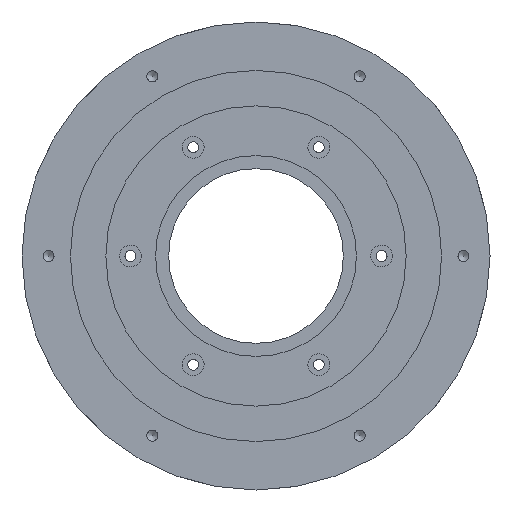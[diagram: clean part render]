
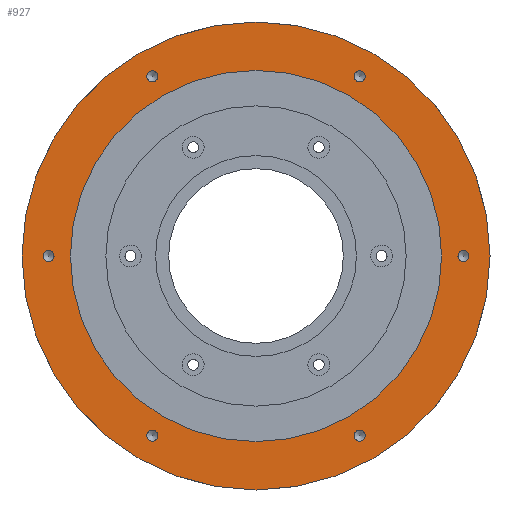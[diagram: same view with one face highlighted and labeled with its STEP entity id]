
A CAD part, front view. The second image highlights one B-rep face of the part: STEP entity #927.
In plain terms, the highlighted planar face has unit normal (0, -1, 0).
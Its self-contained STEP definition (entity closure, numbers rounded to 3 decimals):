
#927=ADVANCED_FACE('',(#1467,#1468,#1469,#1470,#1471,#1472,#1473,#1474),#1475,.F.);
#1467=FACE_OUTER_BOUND('',#1975,.T.);
#1468=FACE_BOUND('',#1976,.T.);
#1469=FACE_BOUND('',#1977,.T.);
#1470=FACE_BOUND('',#1978,.T.);
#1471=FACE_BOUND('',#1979,.T.);
#1472=FACE_BOUND('',#1980,.T.);
#1473=FACE_BOUND('',#1981,.T.);
#1474=FACE_BOUND('',#1982,.T.);
#1475=PLANE('',#1983);
#1975=EDGE_LOOP('',(#2691));
#1976=EDGE_LOOP('',(#2692));
#1977=EDGE_LOOP('',(#2693));
#1978=EDGE_LOOP('',(#2694));
#1979=EDGE_LOOP('',(#2695));
#1980=EDGE_LOOP('',(#2696));
#1981=EDGE_LOOP('',(#2697));
#1982=EDGE_LOOP('',(#2698));
#1983=AXIS2_PLACEMENT_3D('',#2699,#2700,#2701);
#2691=ORIENTED_EDGE('',*,*,#5664,.F.);
#2692=ORIENTED_EDGE('',*,*,#5665,.F.);
#2693=ORIENTED_EDGE('',*,*,#5651,.F.);
#2694=ORIENTED_EDGE('',*,*,#5654,.F.);
#2695=ORIENTED_EDGE('',*,*,#5657,.F.);
#2696=ORIENTED_EDGE('',*,*,#5666,.F.);
#2697=ORIENTED_EDGE('',*,*,#5446,.F.);
#2698=ORIENTED_EDGE('',*,*,#5443,.F.);
#2699=CARTESIAN_POINT('',(0.0,-7.178,0.0));
#2700=DIRECTION('',(-0.0,1.0,0.0));
#2701=DIRECTION('',(1.0,0.0,0.0));
#5443=EDGE_CURVE('',#6006,#6006,#6007,.F.);
#5446=EDGE_CURVE('',#6011,#6011,#6012,.F.);
#5651=EDGE_CURVE('',#6401,#6401,#6402,.F.);
#5654=EDGE_CURVE('',#6406,#6406,#6407,.F.);
#5657=EDGE_CURVE('',#6411,#6411,#6412,.F.);
#5664=EDGE_CURVE('',#6418,#6418,#6419,.T.);
#5665=EDGE_CURVE('',#6420,#6420,#6421,.F.);
#5666=EDGE_CURVE('',#6422,#6422,#6423,.F.);
#6006=VERTEX_POINT('',#6890);
#6007=CIRCLE('',#6891,0.5);
#6011=VERTEX_POINT('',#6895);
#6012=CIRCLE('',#6896,0.5);
#6401=VERTEX_POINT('',#7731);
#6402=CIRCLE('',#7732,0.5);
#6406=VERTEX_POINT('',#7736);
#6407=CIRCLE('',#7737,0.5);
#6411=VERTEX_POINT('',#7741);
#6412=CIRCLE('',#7742,0.5);
#6418=VERTEX_POINT('',#7748);
#6419=CIRCLE('',#7749,21.434);
#6420=VERTEX_POINT('',#7750);
#6421=CIRCLE('',#7751,17.0);
#6422=VERTEX_POINT('',#7752);
#6423=CIRCLE('',#7753,0.5);
#6890=CARTESIAN_POINT('',(9.5,-7.178,-15.954));
#6891=AXIS2_PLACEMENT_3D('',#9410,#9411,#9412);
#6895=CARTESIAN_POINT('',(-9.5,-7.178,-15.954));
#6896=AXIS2_PLACEMENT_3D('',#9416,#9417,#9418);
#7731=CARTESIAN_POINT('',(19.0,-7.178,0.5));
#7732=AXIS2_PLACEMENT_3D('',#9587,#9588,#9589);
#7736=CARTESIAN_POINT('',(9.5,-7.178,16.954));
#7737=AXIS2_PLACEMENT_3D('',#9593,#9594,#9595);
#7741=CARTESIAN_POINT('',(-9.5,-7.178,16.954));
#7742=AXIS2_PLACEMENT_3D('',#9599,#9600,#9601);
#7748=CARTESIAN_POINT('',(0.0,-7.178,21.434));
#7749=AXIS2_PLACEMENT_3D('',#9605,#9606,#9607);
#7750=CARTESIAN_POINT('',(0.,-7.178,17.0));
#7751=AXIS2_PLACEMENT_3D('',#9608,#9609,#9610);
#7752=CARTESIAN_POINT('',(-19.0,-7.178,0.5));
#7753=AXIS2_PLACEMENT_3D('',#9611,#9612,#9613);
#9410=CARTESIAN_POINT('',(9.5,-7.178,-16.454));
#9411=DIRECTION('',(0.0,1.0,0.0));
#9412=DIRECTION('',(0.0,0.0,1.0));
#9416=CARTESIAN_POINT('',(-9.5,-7.178,-16.454));
#9417=DIRECTION('',(0.0,1.0,0.0));
#9418=DIRECTION('',(0.0,0.0,1.0));
#9587=CARTESIAN_POINT('',(19.0,-7.178,0.0));
#9588=DIRECTION('',(0.0,1.0,0.0));
#9589=DIRECTION('',(0.0,0.0,1.0));
#9593=CARTESIAN_POINT('',(9.5,-7.178,16.454));
#9594=DIRECTION('',(0.0,1.0,0.0));
#9595=DIRECTION('',(0.0,0.0,1.0));
#9599=CARTESIAN_POINT('',(-9.5,-7.178,16.454));
#9600=DIRECTION('',(0.0,1.0,0.0));
#9601=DIRECTION('',(0.0,0.0,1.0));
#9605=CARTESIAN_POINT('',(0.0,-7.178,0.0));
#9606=DIRECTION('',(0.0,1.0,0.0));
#9607=DIRECTION('',(0.0,0.0,1.0));
#9608=CARTESIAN_POINT('',(0.0,-7.178,0.0));
#9609=DIRECTION('',(0.0,1.0,0.0));
#9610=DIRECTION('',(0.0,0.0,1.0));
#9611=CARTESIAN_POINT('',(-19.0,-7.178,0.0));
#9612=DIRECTION('',(0.0,1.0,0.0));
#9613=DIRECTION('',(0.0,0.0,1.0));
